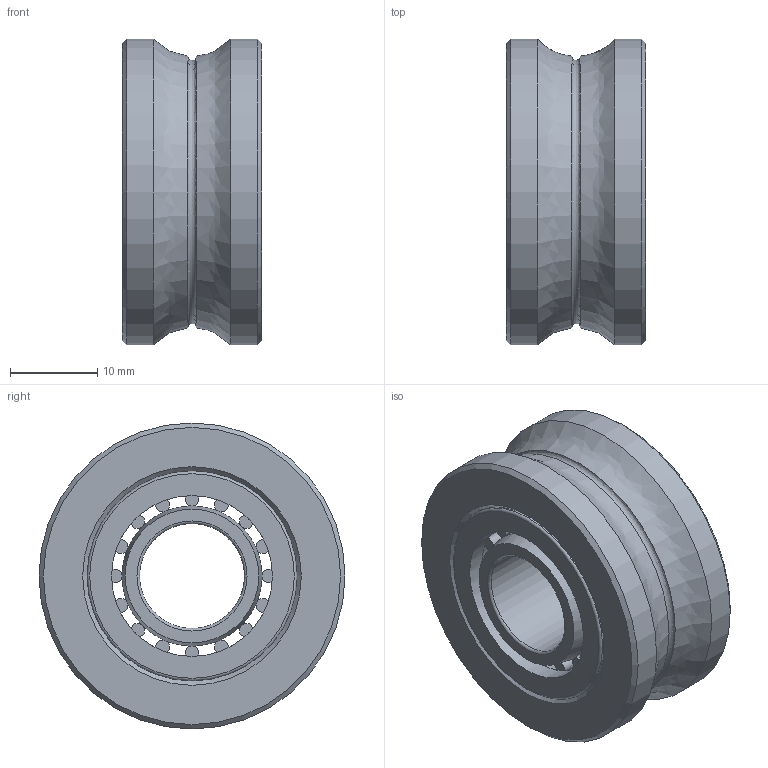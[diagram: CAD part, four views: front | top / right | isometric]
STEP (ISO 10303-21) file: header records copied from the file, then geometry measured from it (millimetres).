
FILE_DESCRIPTION((''),'2;1');
FILE_NAME('801235.ipt.stp','2010-09-05T11:33:22',(''),(''),'Autodesk Inventor 2010','Autodesk Inventor 2010','');
FILE_SCHEMA(('AUTOMOTIVE_DESIGN { 1 0 10303 214 1 1 1 1 }'));
Length unit declared in the file: millimetre
Products named in the file (1): 801235
Bounding box: 16 x 35 x 35 mm (x, y, z)
Volume: 11197.1 mm3; surface area: 9055.4 mm2
Topology: 2 solids, 2 shells, 154 faces, 367 edges, 155 vertices
Faces by surface type: plane 70, cylinder 70, cone 6, bspline 4, torus 4
Full cylindrical faces by diameter (mm): 18.4 x2, 24 x2, 35 x2
Entity records: 4654 total; most frequent: DIRECTION 926, CARTESIAN_POINT 836, ORIENTED_EDGE 688, AXIS2_PLACEMENT_3D 431, EDGE_CURVE 344, CIRCLE 280, EDGE_LOOP 180, STYLED_ITEM 156
